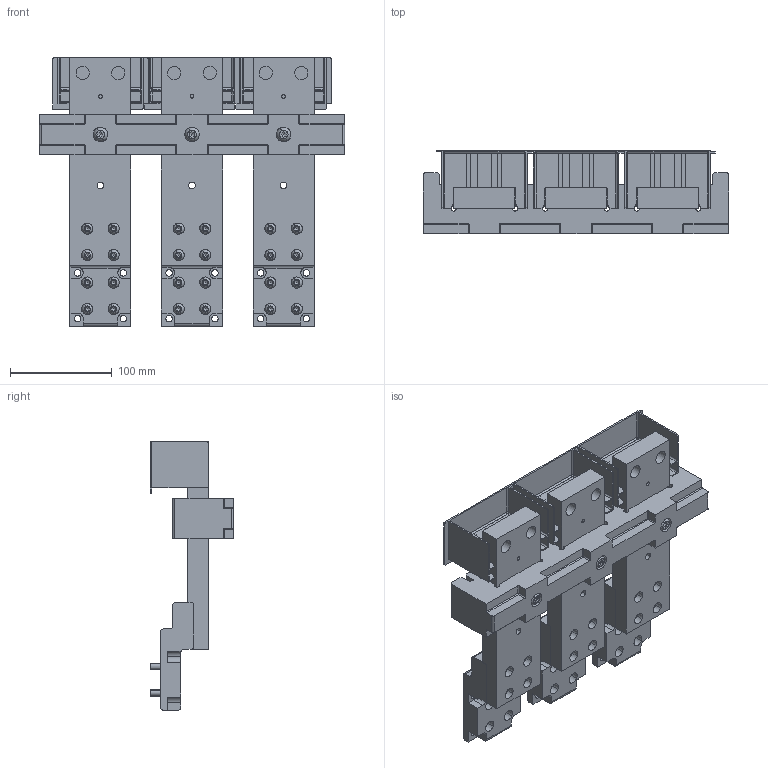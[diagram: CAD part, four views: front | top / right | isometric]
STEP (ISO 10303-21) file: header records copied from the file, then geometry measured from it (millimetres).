
FILE_DESCRIPTION(('CATIA V5 STEP Exchange'),'2;1');
FILE_NAME('1SDH001252R0324_1PA_001_02_E2.2_III_W_TERMINALS_F_UPPER.stp','2014-11-21T08:58:00+00:00',('none'),('none'),'CATIA Version 5 Release 20 SP 6 (IN-10)','CATIA V5 STEP AP214','none');
FILE_SCHEMA(('AUTOMOTIVE_DESIGN { 1 0 10303 214 1 1 1 1 }'));
Products named in the file (1): 1SDH001252R0324_1PA_001_02_E2.2_III_W_TERMINALS_F_UPPER
Bounding box: 300 x 82.1 x 264 mm (x, y, z)
Volume: 1632605.9 mm3; surface area: 404085.6 mm2
Topology: 67 solids, 67 shells, 1738 faces, 4434 edges, 2809 vertices
Faces by surface type: plane 841, cylinder 699, sphere 126, cone 60, torus 12
Entity records: 50658 total; most frequent: CARTESIAN_POINT 11143, ORIENTED_EDGE 8640, DIRECTION 6502, EDGE_CURVE 4320, AXIS2_PLACEMENT_3D 2847, VERTEX_POINT 2809, VECTOR 2340, LINE 2340
